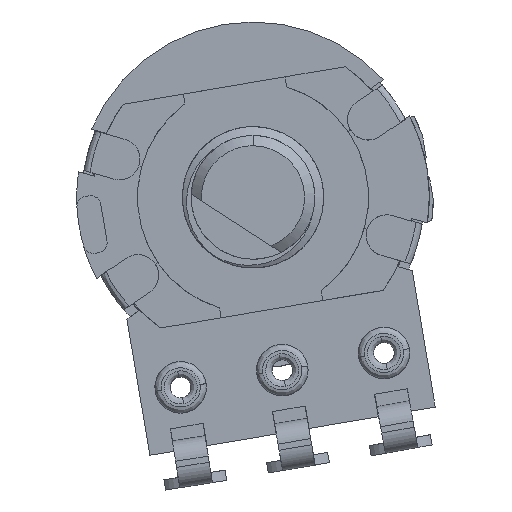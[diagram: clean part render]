
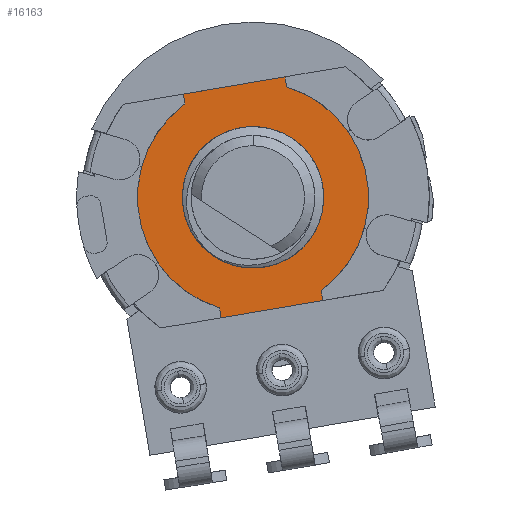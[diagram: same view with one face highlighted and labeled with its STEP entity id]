
A CAD part, front view. The second image highlights one B-rep face of the part: STEP entity #16163.
In plain terms, the highlighted planar face has unit normal (0, -1, 0).
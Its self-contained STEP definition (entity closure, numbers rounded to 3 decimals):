
#126 = VERTEX_POINT ( 'NONE', #9797 ) ;
#1266 = LINE ( 'NONE', #20107, #16831 ) ;
#1462 = EDGE_CURVE ( 'NONE', #17280, #12897, #7078, .T. ) ;
#1566 = CARTESIAN_POINT ( 'NONE',  ( 20.189, 31.405, -4.007 ) ) ;
#1616 = VECTOR ( 'NONE', #6132, 1000. ) ;
#1872 = DIRECTION ( 'NONE',  ( 0., 0., -1. ) ) ;
#1977 = ORIENTED_EDGE ( 'NONE', *, *, #12818, .T. ) ;
#2013 = CIRCLE ( 'NONE', #5329, 5.6 ) ;
#2205 = DIRECTION ( 'NONE',  ( 0., 0., 1. ) ) ;
#2380 = DIRECTION ( 'NONE',  ( 0., -1., 0. ) ) ;
#2446 = EDGE_CURVE ( 'NONE', #20306, #126, #6978, .T. ) ;
#2558 = CARTESIAN_POINT ( 'NONE',  ( 23.573, 31.405, -9.013 ) ) ;
#2735 = VECTOR ( 'NONE', #6206, 1000. ) ;
#2741 = LINE ( 'NONE', #13773, #1616 ) ;
#2957 = DIRECTION ( 'NONE',  ( -0.986, 0., -0.167 ) ) ;
#3369 = ORIENTED_EDGE ( 'NONE', *, *, #7907, .T. ) ;
#3526 = CARTESIAN_POINT ( 'NONE',  ( 20.189, 31.405, -4.007 ) ) ;
#3531 = ORIENTED_EDGE ( 'NONE', *, *, #19403, .F. ) ;
#3575 = AXIS2_PLACEMENT_3D ( 'NONE', #3754, #19571, #2205 ) ;
#3754 = CARTESIAN_POINT ( 'NONE',  ( 20.189, 31.405, -4.007 ) ) ;
#4055 = DIRECTION ( 'NONE',  ( 0., 0., -1. ) ) ;
#4256 = CARTESIAN_POINT ( 'NONE',  ( 20.189, 31.405, -4.007 ) ) ;
#4438 = CARTESIAN_POINT ( 'NONE',  ( 20.189, 31.405, -4.007 ) ) ;
#4677 = CARTESIAN_POINT ( 'NONE',  ( 21.736, 31.405, 1.833 ) ) ;
#4700 = CARTESIAN_POINT ( 'NONE',  ( 21.817, 31.405, 1.351 ) ) ;
#5317 = DIRECTION ( 'NONE',  ( 0.986, 0., 0.167 ) ) ;
#5329 = AXIS2_PLACEMENT_3D ( 'NONE', #8814, #11927, #4055 ) ;
#5355 = CARTESIAN_POINT ( 'NONE',  ( 18.561, 31.405, -9.365 ) ) ;
#5360 = ORIENTED_EDGE ( 'NONE', *, *, #17398, .T. ) ;
#5400 = ORIENTED_EDGE ( 'NONE', *, *, #6172, .T. ) ;
#5521 = CARTESIAN_POINT ( 'NONE',  ( 18.643, 31.405, -9.847 ) ) ;
#5949 = AXIS2_PLACEMENT_3D ( 'NONE', #4256, #7457, #9018 ) ;
#6132 = DIRECTION ( 'NONE',  ( -0.167, 0., 0.986 ) ) ;
#6172 = EDGE_CURVE ( 'NONE', #20367, #17280, #11848, .T. ) ;
#6206 = DIRECTION ( 'NONE',  ( -0.167, 0., 0.986 ) ) ;
#6297 = VERTEX_POINT ( 'NONE', #15593 ) ;
#6614 = ORIENTED_EDGE ( 'NONE', *, *, #8700, .F. ) ;
#6657 = VERTEX_POINT ( 'NONE', #12487 ) ;
#6978 = CIRCLE ( 'NONE', #9592, 3.425 ) ;
#7078 = LINE ( 'NONE', #13165, #7941 ) ;
#7457 = DIRECTION ( 'NONE',  ( 0., 1., 0. ) ) ;
#7664 = VECTOR ( 'NONE', #2957, 1000. ) ;
#7869 = DIRECTION ( 'NONE',  ( 0., -1., 0. ) ) ;
#7907 = EDGE_CURVE ( 'NONE', #6657, #6297, #18745, .T. ) ;
#7941 = VECTOR ( 'NONE', #5317, 1000. ) ;
#8639 = AXIS2_PLACEMENT_3D ( 'NONE', #4438, #2380, #18180 ) ;
#8700 = EDGE_CURVE ( 'NONE', #20367, #14589, #19123, .T. ) ;
#8814 = CARTESIAN_POINT ( 'NONE',  ( 20.189, 31.405, -4.007 ) ) ;
#8922 = CARTESIAN_POINT ( 'NONE',  ( 16.888, 31.405, 0.516 ) ) ;
#9018 = DIRECTION ( 'NONE',  ( 0., 0., -1. ) ) ;
#9180 = CIRCLE ( 'NONE', #9504, 3.425 ) ;
#9504 = AXIS2_PLACEMENT_3D ( 'NONE', #3526, #19337, #1872 ) ;
#9592 = AXIS2_PLACEMENT_3D ( 'NONE', #1566, #7869, #20401 ) ;
#9797 = CARTESIAN_POINT ( 'NONE',  ( 16.812, 31.405, -4.579 ) ) ;
#10644 = CARTESIAN_POINT ( 'NONE',  ( 20.189, 31.405, -7.432 ) ) ;
#10976 = VERTEX_POINT ( 'NONE', #18602 ) ;
#11127 = PLANE ( 'NONE',  #3575 ) ;
#11510 = ORIENTED_EDGE ( 'NONE', *, *, #18002, .T. ) ;
#11790 = ORIENTED_EDGE ( 'NONE', *, *, #19138, .F. ) ;
#11848 = LINE ( 'NONE', #18131, #11983 ) ;
#11927 = DIRECTION ( 'NONE',  ( 0., 1., 0. ) ) ;
#11983 = VECTOR ( 'NONE', #14626, 1000. ) ;
#12054 = EDGE_LOOP ( 'NONE', ( #3531, #12462, #17318 ) ) ;
#12462 = ORIENTED_EDGE ( 'NONE', *, *, #2446, .F. ) ;
#12487 = CARTESIAN_POINT ( 'NONE',  ( 21.736, 31.405, 1.833 ) ) ;
#12501 = VERTEX_POINT ( 'NONE', #10644 ) ;
#12818 = EDGE_CURVE ( 'NONE', #18811, #6657, #15805, .T. ) ;
#12897 = VERTEX_POINT ( 'NONE', #2558 ) ;
#13165 = CARTESIAN_POINT ( 'NONE',  ( 14.653, 31.405, -10.523 ) ) ;
#13353 = ORIENTED_EDGE ( 'NONE', *, *, #1462, .T. ) ;
#13773 = CARTESIAN_POINT ( 'NONE',  ( 23.491, 31.405, -8.53 ) ) ;
#14589 = VERTEX_POINT ( 'NONE', #8922 ) ;
#14626 = DIRECTION ( 'NONE',  ( 0.167, 0., -0.986 ) ) ;
#14835 = EDGE_CURVE ( 'NONE', #12501, #20306, #9180, .T. ) ;
#15441 = FACE_OUTER_BOUND ( 'NONE', #19469, .T. ) ;
#15593 = CARTESIAN_POINT ( 'NONE',  ( 16.806, 31.405, 0.998 ) ) ;
#15654 = CARTESIAN_POINT ( 'NONE',  ( 25.725, 31.405, 2.509 ) ) ;
#15805 = LINE ( 'NONE', #4677, #2735 ) ;
#16163 = ADVANCED_FACE ( 'NONE', ( #20238, #15441 ), #11127, .F. ) ;
#16205 = CIRCLE ( 'NONE', #8639, 3.425 ) ;
#16522 = CARTESIAN_POINT ( 'NONE',  ( 20.189, 31.405, -0.582 ) ) ;
#16831 = VECTOR ( 'NONE', #18339, 1000. ) ;
#17280 = VERTEX_POINT ( 'NONE', #5521 ) ;
#17318 = ORIENTED_EDGE ( 'NONE', *, *, #14835, .F. ) ;
#17398 = EDGE_CURVE ( 'NONE', #12897, #10976, #2741, .T. ) ;
#18002 = EDGE_CURVE ( 'NONE', #6297, #14589, #1266, .T. ) ;
#18131 = CARTESIAN_POINT ( 'NONE',  ( 18.643, 31.405, -9.847 ) ) ;
#18180 = DIRECTION ( 'NONE',  ( 0., 0., -1. ) ) ;
#18339 = DIRECTION ( 'NONE',  ( 0.167, 0., -0.986 ) ) ;
#18602 = CARTESIAN_POINT ( 'NONE',  ( 23.491, 31.405, -8.53 ) ) ;
#18745 = LINE ( 'NONE', #15654, #7664 ) ;
#18811 = VERTEX_POINT ( 'NONE', #4700 ) ;
#19123 = CIRCLE ( 'NONE', #5949, 5.6 ) ;
#19138 = EDGE_CURVE ( 'NONE', #18811, #10976, #2013, .T. ) ;
#19337 = DIRECTION ( 'NONE',  ( 0., -1., 0. ) ) ;
#19403 = EDGE_CURVE ( 'NONE', #126, #12501, #16205, .T. ) ;
#19469 = EDGE_LOOP ( 'NONE', ( #11510, #6614, #5400, #13353, #5360, #11790, #1977, #3369 ) ) ;
#19571 = DIRECTION ( 'NONE',  ( 0., 1., 0. ) ) ;
#20107 = CARTESIAN_POINT ( 'NONE',  ( 16.888, 31.405, 0.516 ) ) ;
#20238 = FACE_BOUND ( 'NONE', #12054, .T. ) ;
#20306 = VERTEX_POINT ( 'NONE', #16522 ) ;
#20367 = VERTEX_POINT ( 'NONE', #5355 ) ;
#20401 = DIRECTION ( 'NONE',  ( 0., 0., -1. ) ) ;
